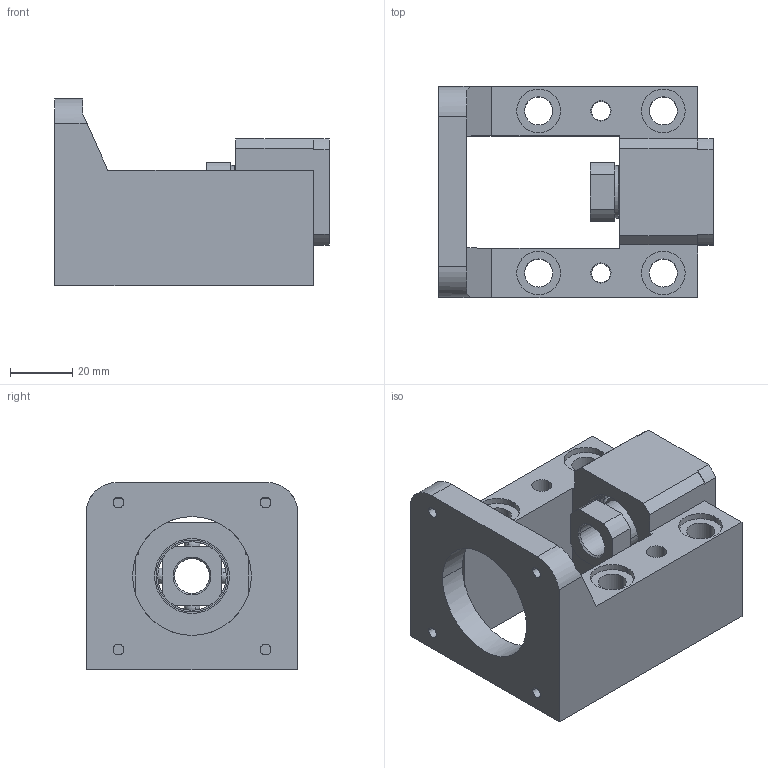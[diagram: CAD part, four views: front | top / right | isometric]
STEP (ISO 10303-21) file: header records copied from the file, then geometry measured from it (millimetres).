
FILE_DESCRIPTION(('CATIA V5 STEP Exchange'),'2;1');
FILE_NAME('TKZB12-57H-XT01580014.stp','2019-10-24T15:41:26+00:00',('none'),('none'),'CATIA Version 5 Release 20 GA (IN-10)','CATIA V5 STEP AP203','none');
FILE_SCHEMA(('CONFIG_CONTROL_DESIGN'));
Length unit declared in the file: millimetre
Products named in the file (1): TKZB12-57H-XT01580014_AllCATPart
Bounding box: 88 x 67.6 x 60 mm (x, y, z)
Volume: 139920.2 mm3; surface area: 44021.2 mm2
Topology: 18 solids, 21 shells, 276 faces, 662 edges, 388 vertices
Faces by surface type: cylinder 114, plane 68, cone 38, sphere 32, torus 24
Entity records: 6834 total; most frequent: ORIENTED_EDGE 1196, CARTESIAN_POINT 1165, DIRECTION 932, EDGE_CURVE 598, AXIS2_PLACEMENT_3D 525, VERTEX_POINT 388, CIRCLE 356, EDGE_LOOP 330
